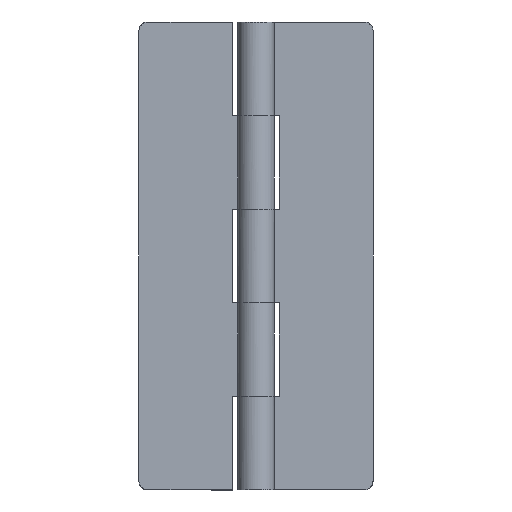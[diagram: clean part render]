
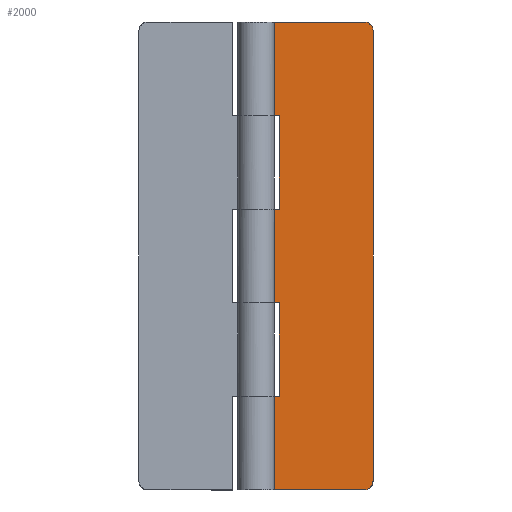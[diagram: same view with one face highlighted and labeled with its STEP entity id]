
A CAD part, front view. The second image highlights one B-rep face of the part: STEP entity #2000.
In plain terms, the highlighted free-form (B-spline) face has degree [1, 1] with [2, 2] control points.
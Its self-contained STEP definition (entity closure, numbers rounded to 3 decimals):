
#970=CARTESIAN_POINT('',(0.,1.5,64.));
#971=VERTEX_POINT('',#970);
#987=CARTESIAN_POINT('',(0.,1.5,80.));
#988=VERTEX_POINT('',#987);
#989=CARTESIAN_POINT('',(0.,1.5,80.));
#990=CARTESIAN_POINT('',(0.,1.5,64.));
#991=QUASI_UNIFORM_CURVE('',1,(#989,#990),.UNSPECIFIED.,.F.,.U.);
#992=EDGE_CURVE('',#988,#971,#991,.T.);
#1200=CARTESIAN_POINT('',(0.,1.5,16.0));
#1201=VERTEX_POINT('',#1200);
#1202=CARTESIAN_POINT('',(0.,1.5,0.0));
#1203=VERTEX_POINT('',#1202);
#1204=CARTESIAN_POINT('',(0.,1.5,16.0));
#1205=CARTESIAN_POINT('',(0.,1.5,0.0));
#1206=QUASI_UNIFORM_CURVE('',1,(#1204,#1205),.UNSPECIFIED.,.F.,.U.);
#1207=EDGE_CURVE('',#1201,#1203,#1206,.T.);
#1543=CARTESIAN_POINT('',(20.0,1.5,78.5));
#1544=VERTEX_POINT('',#1543);
#1545=CARTESIAN_POINT('',(18.5,1.5,80.));
#1546=VERTEX_POINT('',#1545);
#1547=CARTESIAN_POINT('',(20.0,1.5,78.5));
#1548=CARTESIAN_POINT('',(20.,1.5,78.684));
#1549=CARTESIAN_POINT('',(19.95,1.5,78.954));
#1550=CARTESIAN_POINT('',(19.771,1.5,79.319));
#1551=CARTESIAN_POINT('',(19.57,1.5,79.571));
#1552=CARTESIAN_POINT('',(19.298,1.5,79.783));
#1553=CARTESIAN_POINT('',(18.954,1.5,79.951));
#1554=CARTESIAN_POINT('',(18.672,1.5,80.));
#1555=CARTESIAN_POINT('',(18.5,1.5,80.));
#1556=B_SPLINE_CURVE_WITH_KNOTS('',3,(#1547,#1548,#1549,#1550,#1551,#1552,#1553,#1554,#1555),.UNSPECIFIED.,.F.,.U.,(4,1,1,1,1,1,4),(0.,0.552,0.81,1.215,1.509,1.841,2.356),.UNSPECIFIED.);
#1557=EDGE_CURVE('',#1544,#1546,#1556,.T.);
#1587=CARTESIAN_POINT('',(18.5,1.5,0.0));
#1588=VERTEX_POINT('',#1587);
#1589=CARTESIAN_POINT('',(20.0,1.5,1.5));
#1590=VERTEX_POINT('',#1589);
#1591=CARTESIAN_POINT('',(18.5,1.5,0.0));
#1592=CARTESIAN_POINT('',(18.721,1.5,0.));
#1593=CARTESIAN_POINT('',(19.101,1.5,0.086));
#1594=CARTESIAN_POINT('',(19.521,1.5,0.374));
#1595=CARTESIAN_POINT('',(19.772,1.5,0.68));
#1596=CARTESIAN_POINT('',(19.951,1.5,1.046));
#1597=CARTESIAN_POINT('',(20.,1.5,1.328));
#1598=CARTESIAN_POINT('',(20.0,1.5,1.5));
#1599=B_SPLINE_CURVE_WITH_KNOTS('',3,(#1591,#1592,#1593,#1594,#1595,#1596,#1597,#1598),.UNSPECIFIED.,.F.,.U.,(4,1,1,1,1,4),(0.,0.663,1.141,1.509,1.841,2.356),.UNSPECIFIED.);
#1600=EDGE_CURVE('',#1588,#1590,#1599,.T.);
#1626=CARTESIAN_POINT('',(4.,1.5,16.0));
#1627=VERTEX_POINT('',#1626);
#1628=CARTESIAN_POINT('',(4.,1.5,16.0));
#1629=CARTESIAN_POINT('',(0.,1.5,16.0));
#1630=QUASI_UNIFORM_CURVE('',1,(#1628,#1629),.UNSPECIFIED.,.F.,.U.);
#1631=EDGE_CURVE('',#1627,#1201,#1630,.T.);
#1694=CARTESIAN_POINT('',(4.,1.5,32.0));
#1695=VERTEX_POINT('',#1694);
#1701=CARTESIAN_POINT('',(0.,1.5,32.0));
#1702=VERTEX_POINT('',#1701);
#1703=CARTESIAN_POINT('',(0.,1.5,32.0));
#1704=CARTESIAN_POINT('',(4.,1.5,32.0));
#1705=QUASI_UNIFORM_CURVE('',1,(#1703,#1704),.UNSPECIFIED.,.F.,.U.);
#1706=EDGE_CURVE('',#1702,#1695,#1705,.T.);
#1758=CARTESIAN_POINT('',(4.,1.5,32.0));
#1759=CARTESIAN_POINT('',(4.,1.5,16.0));
#1760=QUASI_UNIFORM_CURVE('',1,(#1758,#1759),.UNSPECIFIED.,.F.,.U.);
#1761=EDGE_CURVE('',#1695,#1627,#1760,.T.);
#1775=CARTESIAN_POINT('',(4.,1.5,64.));
#1776=VERTEX_POINT('',#1775);
#1782=CARTESIAN_POINT('',(0.,1.5,64.));
#1783=CARTESIAN_POINT('',(4.,1.5,64.));
#1784=QUASI_UNIFORM_CURVE('',1,(#1782,#1783),.UNSPECIFIED.,.F.,.U.);
#1785=EDGE_CURVE('',#971,#1776,#1784,.T.);
#1864=CARTESIAN_POINT('',(0.,1.5,48.));
#1865=VERTEX_POINT('',#1864);
#1882=CARTESIAN_POINT('',(4.,1.5,48.));
#1883=VERTEX_POINT('',#1882);
#1884=CARTESIAN_POINT('',(4.,1.5,48.));
#1885=CARTESIAN_POINT('',(0.,1.5,48.));
#1886=QUASI_UNIFORM_CURVE('',1,(#1884,#1885),.UNSPECIFIED.,.F.,.U.);
#1887=EDGE_CURVE('',#1883,#1865,#1886,.T.);
#1911=CARTESIAN_POINT('',(4.,1.5,64.));
#1912=CARTESIAN_POINT('',(4.,1.5,48.));
#1913=QUASI_UNIFORM_CURVE('',1,(#1911,#1912),.UNSPECIFIED.,.F.,.U.);
#1914=EDGE_CURVE('',#1776,#1883,#1913,.T.);
#1926=CARTESIAN_POINT('',(0.,1.5,0.0));
#1927=CARTESIAN_POINT('',(18.5,1.5,0.0));
#1928=QUASI_UNIFORM_CURVE('',1,(#1926,#1927),.UNSPECIFIED.,.F.,.U.);
#1929=EDGE_CURVE('',#1203,#1588,#1928,.T.);
#1944=CARTESIAN_POINT('',(0.,1.5,80.));
#1945=CARTESIAN_POINT('',(18.5,1.5,80.));
#1946=QUASI_UNIFORM_CURVE('',1,(#1944,#1945),.UNSPECIFIED.,.F.,.U.);
#1947=EDGE_CURVE('',#988,#1546,#1946,.T.);
#1964=CARTESIAN_POINT('',(20.0,1.5,78.5));
#1965=CARTESIAN_POINT('',(20.0,1.5,1.5));
#1966=QUASI_UNIFORM_CURVE('',1,(#1964,#1965),.UNSPECIFIED.,.F.,.U.);
#1967=EDGE_CURVE('',#1544,#1590,#1966,.T.);
#1975=CARTESIAN_POINT('',(-0.999,1.5,-3.996));
#1976=CARTESIAN_POINT('',(-0.999,1.5,83.996));
#1977=CARTESIAN_POINT('',(20.999,1.5,-3.996));
#1978=CARTESIAN_POINT('',(20.999,1.5,83.996));
#1979=B_SPLINE_SURFACE_WITH_KNOTS('',1,1,((#1975,#1977),(#1976,#1978)),.UNSPECIFIED.,.F.,.F.,.U.,(2,2),(2,2),(0.0,87.992),(0.0,21.998),.UNSPECIFIED.);
#1980=ORIENTED_EDGE('',*,*,#1929,.T.);
#1981=ORIENTED_EDGE('',*,*,#1600,.T.);
#1982=ORIENTED_EDGE('',*,*,#1967,.F.);
#1983=ORIENTED_EDGE('',*,*,#1557,.T.);
#1984=ORIENTED_EDGE('',*,*,#1947,.F.);
#1985=ORIENTED_EDGE('',*,*,#992,.T.);
#1986=ORIENTED_EDGE('',*,*,#1785,.T.);
#1987=ORIENTED_EDGE('',*,*,#1914,.T.);
#1988=ORIENTED_EDGE('',*,*,#1887,.T.);
#1989=CARTESIAN_POINT('',(0.,1.5,48.));
#1990=CARTESIAN_POINT('',(0.,1.5,32.0));
#1991=QUASI_UNIFORM_CURVE('',1,(#1989,#1990),.UNSPECIFIED.,.F.,.U.);
#1992=EDGE_CURVE('',#1865,#1702,#1991,.T.);
#1993=ORIENTED_EDGE('',*,*,#1992,.T.);
#1994=ORIENTED_EDGE('',*,*,#1706,.T.);
#1995=ORIENTED_EDGE('',*,*,#1761,.T.);
#1996=ORIENTED_EDGE('',*,*,#1631,.T.);
#1997=ORIENTED_EDGE('',*,*,#1207,.T.);
#1998=EDGE_LOOP('',(#1980,#1981,#1982,#1983,#1984,#1985,#1986,#1987,#1988,#1993,#1994,#1995,#1996,#1997));
#1999=FACE_OUTER_BOUND('',#1998,.T.);
#2000=ADVANCED_FACE('',(#1999),#1979,.F.);
